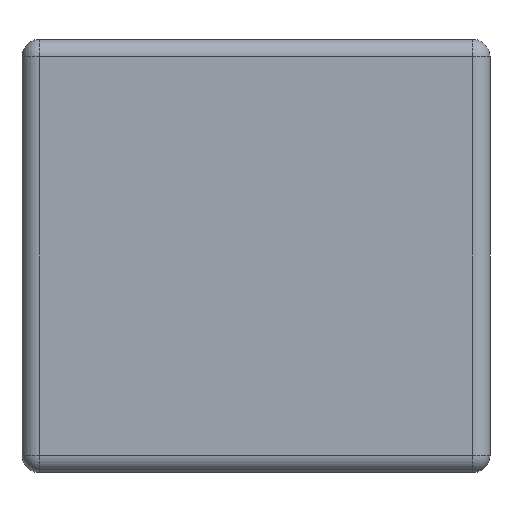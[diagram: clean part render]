
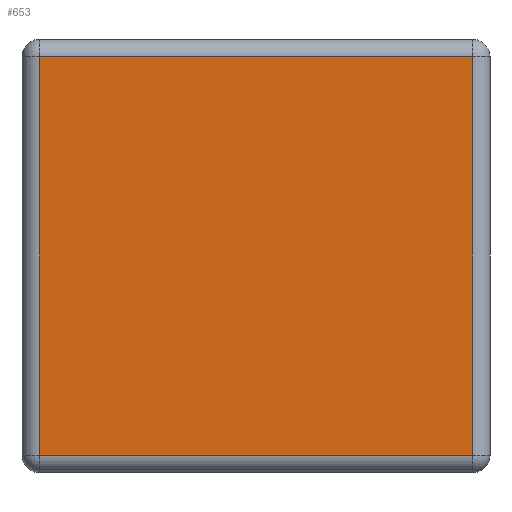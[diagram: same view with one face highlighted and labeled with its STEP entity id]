
A CAD part, left-side view. The second image highlights one B-rep face of the part: STEP entity #653.
In plain terms, the highlighted planar face has unit normal (-1, 0, 0).
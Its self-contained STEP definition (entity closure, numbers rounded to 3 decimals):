
#87=FACE_OUTER_BOUND('',#133,.T.);
#133=EDGE_LOOP('',(#443,#444,#445,#446));
#179=LINE('',#1035,#235);
#180=LINE('',#1037,#236);
#181=LINE('',#1039,#237);
#182=LINE('',#1040,#238);
#235=VECTOR('',#805,1000.);
#236=VECTOR('',#806,1000.);
#237=VECTOR('',#807,1000.);
#238=VECTOR('',#808,1000.);
#291=VERTEX_POINT('',#1033);
#292=VERTEX_POINT('',#1034);
#293=VERTEX_POINT('',#1036);
#294=VERTEX_POINT('',#1038);
#347=EDGE_CURVE('',#291,#292,#179,.T.);
#348=EDGE_CURVE('',#292,#293,#180,.T.);
#349=EDGE_CURVE('',#293,#294,#181,.T.);
#350=EDGE_CURVE('',#294,#291,#182,.T.);
#443=ORIENTED_EDGE('',*,*,#347,.T.);
#444=ORIENTED_EDGE('',*,*,#348,.T.);
#445=ORIENTED_EDGE('',*,*,#349,.T.);
#446=ORIENTED_EDGE('',*,*,#350,.T.);
#635=PLANE('',#715);
#653=ADVANCED_FACE('',(#87),#635,.F.);
#715=AXIS2_PLACEMENT_3D('',#1032,#803,#804);
#803=DIRECTION('center_axis',(1.,0.,0.));
#804=DIRECTION('ref_axis',(0.,0.,-1.));
#805=DIRECTION('',(0.,0.,-1.));
#806=DIRECTION('',(0.,-1.,0.));
#807=DIRECTION('',(0.,0.,1.));
#808=DIRECTION('',(0.,1.,0.));
#1032=CARTESIAN_POINT('Origin',(-1.,0.68,-0.01));
#1033=CARTESIAN_POINT('',(-1.,0.63,1.19));
#1034=CARTESIAN_POINT('',(-1.,0.63,0.04));
#1035=CARTESIAN_POINT('',(-1.,0.63,-0.01));
#1036=CARTESIAN_POINT('',(-1.,-0.62,0.04));
#1037=CARTESIAN_POINT('',(-1.,0.68,0.04));
#1038=CARTESIAN_POINT('',(-1.,-0.62,1.19));
#1039=CARTESIAN_POINT('',(-1.,-0.62,-0.01));
#1040=CARTESIAN_POINT('',(-1.,0.68,1.19));
